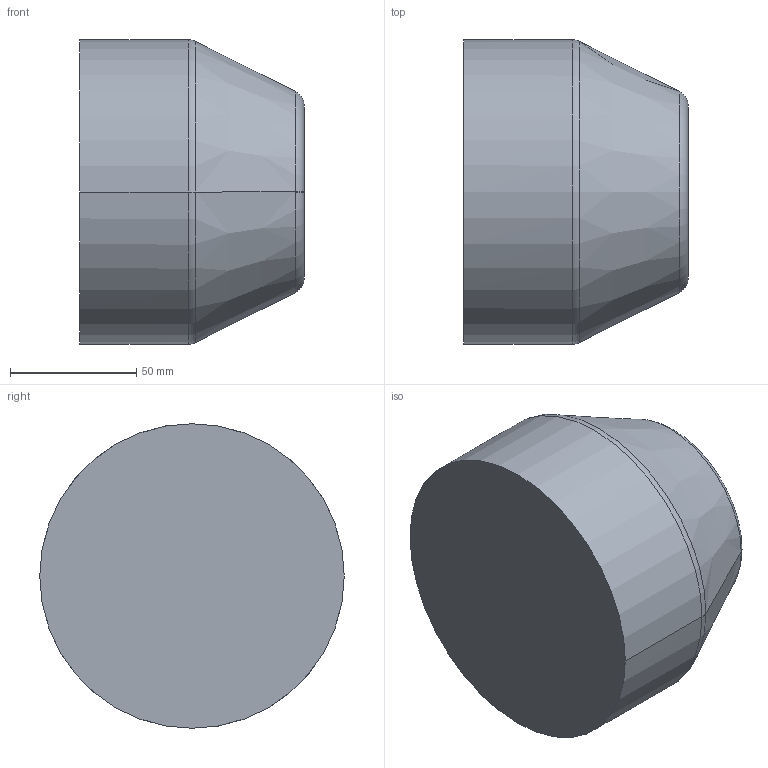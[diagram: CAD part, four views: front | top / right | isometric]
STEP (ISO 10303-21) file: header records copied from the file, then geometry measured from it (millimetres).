
FILE_DESCRIPTION(('produced by SPATIAL CORP'),'2;1');
FILE_NAME( 'cone_casting.prt.hh.sat.stp','2002-04-19T13:18:25+00:00',('SPATIAL CORP'),( 'SPATIAL CORP'),'ACIS STEP Husk','http://www.spatial.com', 'SPATIAL CORP');
FILE_SCHEMA(('CONFIG_CONTROL_DESIGN'));
Length unit declared in the file: millimetre
Products named in the file (1): PRODUCT_ID_1
Bounding box: 88.9 x 120.65 x 120.65 mm (x, y, z)
Volume: 851446.3 mm3; surface area: 47983.8 mm2
Topology: 1 solids, 1 shells, 14 faces, 30 edges, 18 vertices
Faces by surface type: torus 8, plane 2, cylinder 2, cone 2
Entity records: 407 total; most frequent: ORIENTED_EDGE 60, DIRECTION 56, CARTESIAN_POINT 48, EDGE_CURVE 30, AXIS2_PLACEMENT_3D 26, CIRCLE 20, VERTEX_POINT 18, EDGE_LOOP 14
